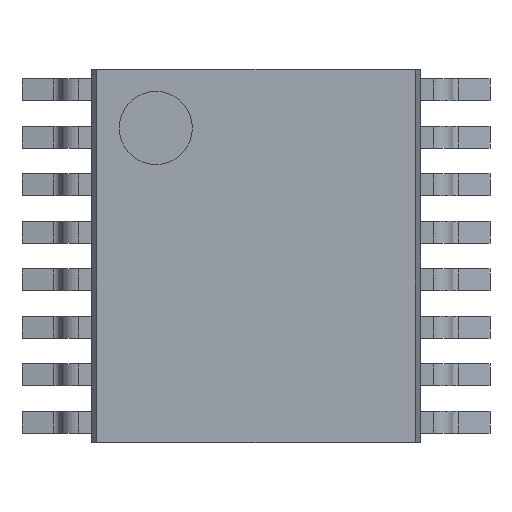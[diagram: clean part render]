
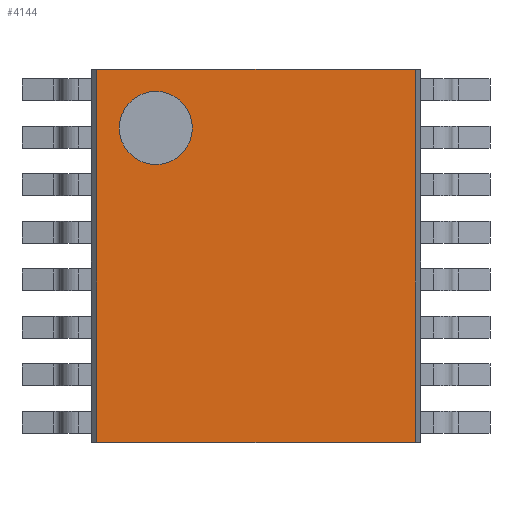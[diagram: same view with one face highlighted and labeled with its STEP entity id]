
A CAD part, top view. The second image highlights one B-rep face of the part: STEP entity #4144.
In plain terms, the highlighted planar face has unit normal (0, 0, 1).
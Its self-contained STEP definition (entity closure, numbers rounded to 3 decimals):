
#54=FACE_BOUND('',#505,.T.);
#56=CIRCLE('',#4405,0.5);
#261=FACE_OUTER_BOUND('',#504,.T.);
#504=EDGE_LOOP('',(#2775,#2776,#2777,#2778));
#505=EDGE_LOOP('',(#2779));
#737=LINE('',#6002,#1221);
#742=LINE('',#6012,#1226);
#749=LINE('',#6025,#1233);
#755=LINE('',#6036,#1239);
#1221=VECTOR('',#4771,5.1);
#1226=VECTOR('',#4778,4.359);
#1233=VECTOR('',#4787,5.1);
#1239=VECTOR('',#4795,4.359);
#1705=VERTEX_POINT('',#5999);
#1706=VERTEX_POINT('',#6001);
#1710=VERTEX_POINT('',#6011);
#1714=VERTEX_POINT('',#6021);
#1721=VERTEX_POINT('',#6049);
#2115=EDGE_CURVE('',#1706,#1705,#737,.T.);
#2120=EDGE_CURVE('',#1706,#1710,#742,.T.);
#2127=EDGE_CURVE('',#1710,#1714,#749,.F.);
#2133=EDGE_CURVE('',#1705,#1714,#755,.T.);
#2139=EDGE_CURVE('',#1721,#1721,#56,.T.);
#2775=ORIENTED_EDGE('',*,*,#2133,.T.);
#2776=ORIENTED_EDGE('',*,*,#2127,.F.);
#2777=ORIENTED_EDGE('',*,*,#2120,.F.);
#2778=ORIENTED_EDGE('',*,*,#2115,.T.);
#2779=ORIENTED_EDGE('',*,*,#2139,.T.);
#3966=PLANE('',#4407);
#4144=ADVANCED_FACE('',(#261,#54),#3966,.T.);
#4405=AXIS2_PLACEMENT_3D('',#6050,#4814,#4815);
#4407=AXIS2_PLACEMENT_3D('',#6052,#4818,#4819);
#4771=DIRECTION('',(0.,1.,0.));
#4778=DIRECTION('',(-1.,0.,0.));
#4787=DIRECTION('',(0.,-1.,0.));
#4795=DIRECTION('',(-1.,0.,0.));
#4814=DIRECTION('center_axis',(0.,0.,
-1.));
#4815=DIRECTION('ref_axis',(1.,0.,0.));
#4818=DIRECTION('center_axis',(0.,0.,
1.));
#4819=DIRECTION('ref_axis',(0.,-1.,0.));
#5999=CARTESIAN_POINT('',(2.179,2.55,1.05));
#6001=CARTESIAN_POINT('',(2.179,-2.55,1.05));
#6002=CARTESIAN_POINT('',(2.179,-5.35,1.05));
#6011=CARTESIAN_POINT('',(-2.179,-2.55,1.05));
#6012=CARTESIAN_POINT('',(2.171,-2.55,1.05));
#6021=CARTESIAN_POINT('',(-2.179,2.55,1.05));
#6025=CARTESIAN_POINT('',(-2.179,-5.35,1.05));
#6036=CARTESIAN_POINT('',(2.171,2.55,1.05));
#6049=CARTESIAN_POINT('',(-0.871,1.75,1.05));
#6050=CARTESIAN_POINT('Origin',(-1.371,1.75,1.05));
#6052=CARTESIAN_POINT('Origin',(2.171,-5.35,1.05));
